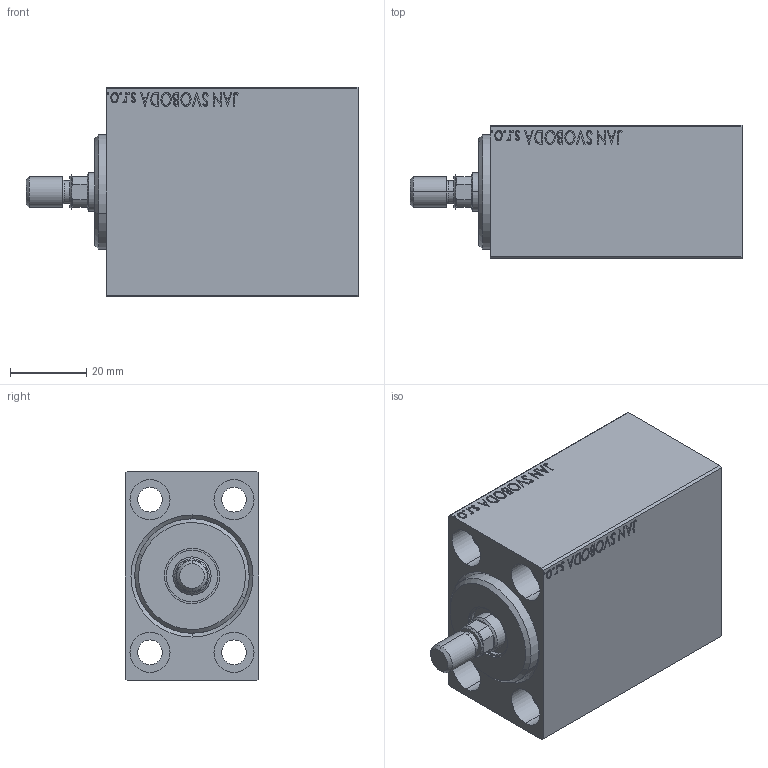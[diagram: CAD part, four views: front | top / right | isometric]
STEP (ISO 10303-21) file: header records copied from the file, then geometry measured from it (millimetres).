
FILE_DESCRIPTION (( 'STEP AP203' ), '1' );
FILE_NAME ('d944.STEP', '2024-11-02T20:11:52', ( '' ), ( '' ), 'SwSTEP 2.0', 'SolidWorks 2019', '' );
FILE_SCHEMA (( 'CONFIG_CONTROL_DESIGN' ));
Length unit declared in the file: millimetre
Products named in the file (5): d944; V450CM_C_Body 00144a5346036baf826f5859684b7ad8; V450CM_MALE_METRIC 00144a5346036baf826f5859684b7ad8; V450CM_VC_B 00144a5346036baf826f5859684b7ad8; V450CM_C_VCP 00144a5346036baf826f5859684b7ad8
Assembly tree (4 placements, depth 2):
  d944
    V450CM_C_Body 00144a5346036baf826f5859684b7ad8
    V450CM_C_VCP 00144a5346036baf826f5859684b7ad8
    V450CM_VC_B 00144a5346036baf826f5859684b7ad8
    V450CM_MALE_METRIC 00144a5346036baf826f5859684b7ad8
Bounding box: 87 x 35 x 55 mm (x, y, z)
Volume: 113485.3 mm3; surface area: 32636.5 mm2
Topology: 4 solids, 4 shells, 875 faces, 2236 edges, 1481 vertices
Faces by surface type: plane 413, bspline 380, cylinder 62, cone 18, torus 2
Entity records: 44381 total; most frequent: CARTESIAN_POINT 25097, ORIENTED_EDGE 4468, DIRECTION 2628, EDGE_CURVE 2234, VERTEX_POINT 1481, VECTOR 1308, LINE 1308, EDGE_LOOP 1003
